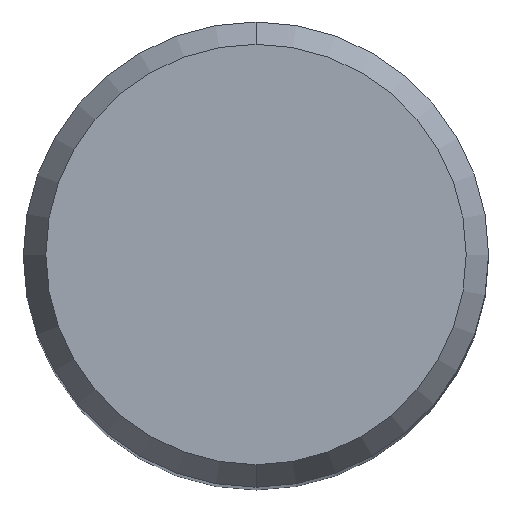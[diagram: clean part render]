
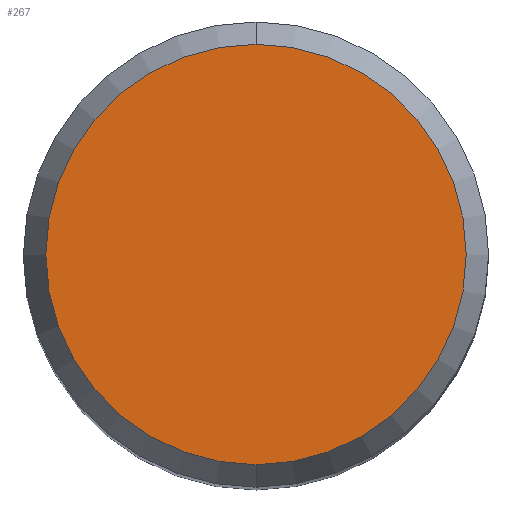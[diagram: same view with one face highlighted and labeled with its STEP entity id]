
A CAD part, top view. The second image highlights one B-rep face of the part: STEP entity #267.
In plain terms, the highlighted planar face has unit normal (0, 0, 1).
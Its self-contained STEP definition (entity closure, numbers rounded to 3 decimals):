
#175=VERTEX_POINT('',#467);
#197=EDGE_CURVE('',#245,#175,#492,.T.);
#203=EDGE_CURVE('',#175,#245,#498,.T.);
#245=VERTEX_POINT('',#544);
#267=ADVANCED_FACE('',(#566),#567,.T.);
#467=CARTESIAN_POINT('',(0.0,5.423,0.0));
#492=CIRCLE('',#833,5.423);
#498=CIRCLE('',#860,5.423);
#544=CARTESIAN_POINT('',(0.,-5.423,0.0));
#566=FACE_OUTER_BOUND('',#972,.T.);
#567=PLANE('',#973);
#833=AXIS2_PLACEMENT_3D('',#1485,#1486,#1487);
#860=AXIS2_PLACEMENT_3D('',#1488,#1489,#1490);
#972=EDGE_LOOP('',(#1549,#1550));
#973=AXIS2_PLACEMENT_3D('',#1551,#1552,#1553);
#1485=CARTESIAN_POINT('',(0.0,0.0,0.0));
#1486=DIRECTION('',(0.0,0.0,-1.0));
#1487=DIRECTION('',(0.0,1.0,0.0));
#1488=CARTESIAN_POINT('',(0.0,0.0,0.0));
#1489=DIRECTION('',(0.0,0.0,-1.0));
#1490=DIRECTION('',(0.0,1.0,0.0));
#1549=ORIENTED_EDGE('',*,*,#203,.F.);
#1550=ORIENTED_EDGE('',*,*,#197,.F.);
#1551=CARTESIAN_POINT('',(0.0,2.711,0.0));
#1552=DIRECTION('',(-0.0,0.0,1.0));
#1553=DIRECTION('',(0.0,-1.0,0.0));
